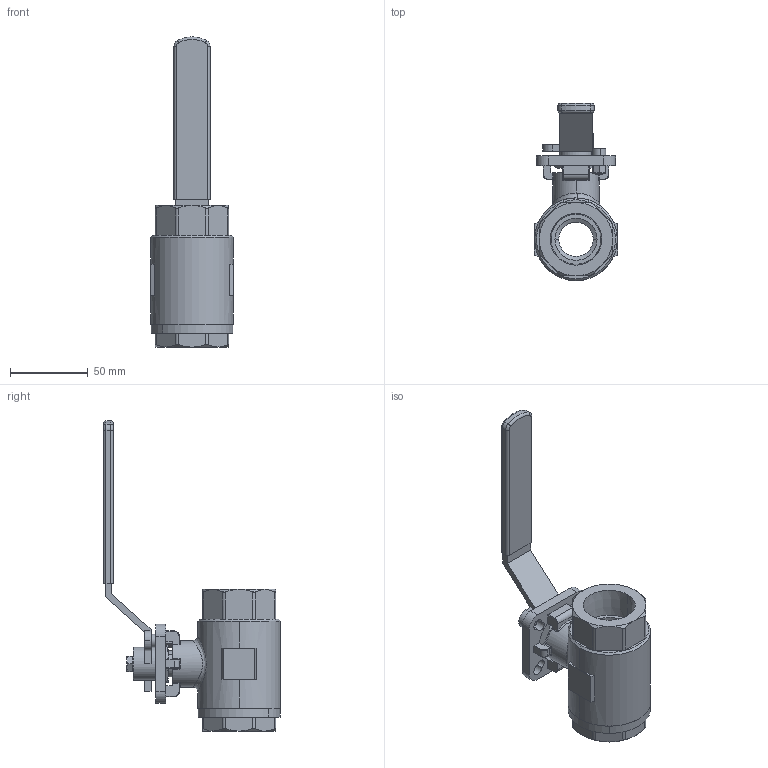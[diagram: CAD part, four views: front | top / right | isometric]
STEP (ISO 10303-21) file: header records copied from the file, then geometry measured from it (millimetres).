
FILE_DESCRIPTION (( 'STEP AP214' ), '1' );
FILE_NAME ('24-TH-0100-XXX.STEP', '2019-08-02T20:32:06', ( '' ), ( '' ), 'SwSTEP 2.0', 'SolidWorks 2019', '' );
FILE_SCHEMA (( 'AUTOMOTIVE_DESIGN' ));
Length unit declared in the file: inch
Products named in the file (9): 22642; 22643; hex nut jam_am_B18.2.4.5M - Hex jam nut,  M16 x 2 --D-N; hex nut style 1_am_B18.2.4.1M - Hex nut, Style 1,  M5 x 0.8 --D-N; 22641; socket head cap screw_am_B18.3.1M - 5 x 0.8 x 12 Hex SHCS -- 12NHX; 24-TH-0100-XXX; 22640; hex cap screw_am_B18.2.3.1M - Hex cap screw, M6 x 1.0 x 10 --10N
Assembly tree (8 placements, depth 2):
  24-TH-0100-XXX
    22640
    22643
    22642
    hex nut jam_am_B18.2.4.5M - Hex jam nut,  M16 x 2 --D-N
    22641
    hex cap screw_am_B18.2.3.1M - Hex cap screw, M6 x 1.0 x 10 --10N
    hex nut style 1_am_B18.2.4.1M - Hex nut, Style 1,  M5 x 0.8 --D-N
    socket head cap screw_am_B18.3.1M - 5 x 0.8 x 12 Hex SHCS -- 12NHX
Bounding box: 53.34 x 113.67 x 199.14 mm (x, y, z)
Volume: 193911.2 mm3; surface area: 56066.4 mm2
Topology: 8 solids, 8 shells, 358 faces, 883 edges, 543 vertices
Faces by surface type: plane 141, cylinder 114, cone 72, torus 21, bspline 10
Entity records: 12632 total; most frequent: CARTESIAN_POINT 3490, DIRECTION 1807, ORIENTED_EDGE 1758, EDGE_CURVE 879, AXIS2_PLACEMENT_3D 701, VERTEX_POINT 543, LINE 405, VECTOR 405
